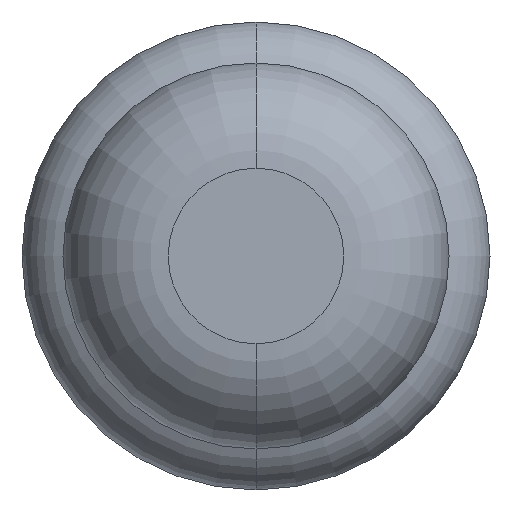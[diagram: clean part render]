
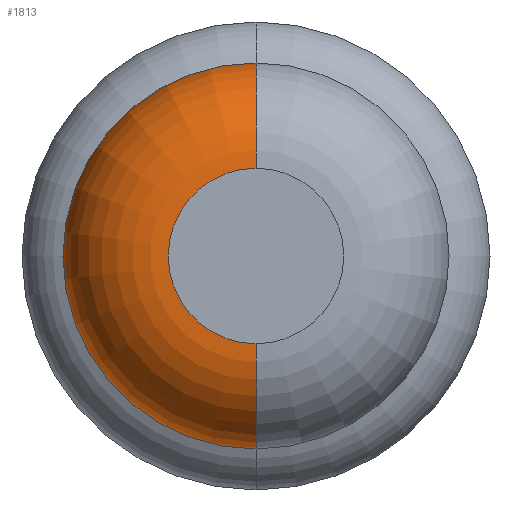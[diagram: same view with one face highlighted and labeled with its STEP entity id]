
A CAD part, front view. The second image highlights one B-rep face of the part: STEP entity #1813.
In plain terms, the highlighted toroidal (fillet/blend) face has major radius 0.375 mm and minor radius 0.45 mm.
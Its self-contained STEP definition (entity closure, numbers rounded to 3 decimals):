
#29 = CIRCLE ( 'NONE', #1805, 0.375 ) ;
#413 = CARTESIAN_POINT ( 'NONE',  ( 0., -26.95, 0.375 ) ) ;
#434 = CARTESIAN_POINT ( 'NONE',  ( 0., -26.95, 0. ) ) ;
#528 = CIRCLE ( 'NONE', #1877, 0.45 ) ;
#588 = VERTEX_POINT ( 'NONE', #1561 ) ;
#648 = AXIS2_PLACEMENT_3D ( 'NONE', #413, #1718, #3429 ) ;
#675 = EDGE_CURVE ( 'Defeature ausgef�hrt1_11+Defeature ausgef�hrt1_10+Defeature ausgef�hrt1_10+Defeature ausgef�hrt1_10', #588, #930, #29, .T. ) ;
#833 = TOROIDAL_SURFACE ( 'NONE', #979, 0.375, 0.45 ) ;
#930 = VERTEX_POINT ( 'NONE', #1425 ) ;
#979 = AXIS2_PLACEMENT_3D ( 'NONE', #1690, #2705, #3344 ) ;
#997 = ORIENTED_EDGE ( 'NONE', *, *, #1195, .T. ) ;
#1028 = DIRECTION ( 'NONE',  ( 0., 0., -1. ) ) ;
#1093 = VERTEX_POINT ( 'NONE', #4282 ) ;
#1195 = EDGE_CURVE ( 'NONE', #930, #1093, #2742, .T. ) ;
#1267 = CARTESIAN_POINT ( 'NONE',  ( 0., -26.95, -0.825 ) ) ;
#1379 = DIRECTION ( 'NONE',  ( 0., 0., 1. ) ) ;
#1381 = DIRECTION ( 'NONE',  ( 0., 1., 0. ) ) ;
#1425 = CARTESIAN_POINT ( 'NONE',  ( 0., -27.4, 0.375 ) ) ;
#1561 = CARTESIAN_POINT ( 'NONE',  ( 0., -27.4, -0.375 ) ) ;
#1666 = CARTESIAN_POINT ( 'NONE',  ( 0., -26.95, -0.375 ) ) ;
#1690 = CARTESIAN_POINT ( 'NONE',  ( 0., -26.95, 0. ) ) ;
#1718 = DIRECTION ( 'NONE',  ( -1., 0., 0. ) ) ;
#1724 = DIRECTION ( 'NONE',  ( 0., 0., 1. ) ) ;
#1805 = AXIS2_PLACEMENT_3D ( 'NONE', #3089, #1381, #1724 ) ;
#1813 = ADVANCED_FACE ( 'Defeature ausgef�hrt1_11', ( #3204 ), #833, .T. ) ;
#1877 = AXIS2_PLACEMENT_3D ( 'NONE', #1666, #2362, #1028 ) ;
#2329 = AXIS2_PLACEMENT_3D ( 'NONE', #434, #2429, #1379 ) ;
#2362 = DIRECTION ( 'NONE',  ( 1., 0., 0. ) ) ;
#2429 = DIRECTION ( 'NONE',  ( 0., 1., 0. ) ) ;
#2459 = CIRCLE ( 'NONE', #2329, 0.825 ) ;
#2705 = DIRECTION ( 'NONE',  ( 0., 1., 0. ) ) ;
#2742 = CIRCLE ( 'NONE', #648, 0.45 ) ;
#2887 = EDGE_LOOP ( 'NONE', ( #3286, #4226, #997, #3058 ) ) ;
#3058 = ORIENTED_EDGE ( 'NONE', *, *, #3793, .F. ) ;
#3089 = CARTESIAN_POINT ( 'NONE',  ( 0., -27.4, 0. ) ) ;
#3204 = FACE_OUTER_BOUND ( 'NONE', #2887, .T. ) ;
#3286 = ORIENTED_EDGE ( 'NONE', *, *, #3667, .F. ) ;
#3344 = DIRECTION ( 'NONE',  ( 0., 0., 1. ) ) ;
#3429 = DIRECTION ( 'NONE',  ( 0., 0., 1. ) ) ;
#3667 = EDGE_CURVE ( 'NONE', #588, #3996, #528, .T. ) ;
#3793 = EDGE_CURVE ( 'Defeature ausgef�hrt1_12+Defeature ausgef�hrt1_11+Defeature ausgef�hrt1_11+Defeature ausgef�hrt1_11', #3996, #1093, #2459, .T. ) ;
#3996 = VERTEX_POINT ( 'NONE', #1267 ) ;
#4226 = ORIENTED_EDGE ( 'NONE', *, *, #675, .T. ) ;
#4282 = CARTESIAN_POINT ( 'NONE',  ( 0., -26.95, 0.825 ) ) ;
